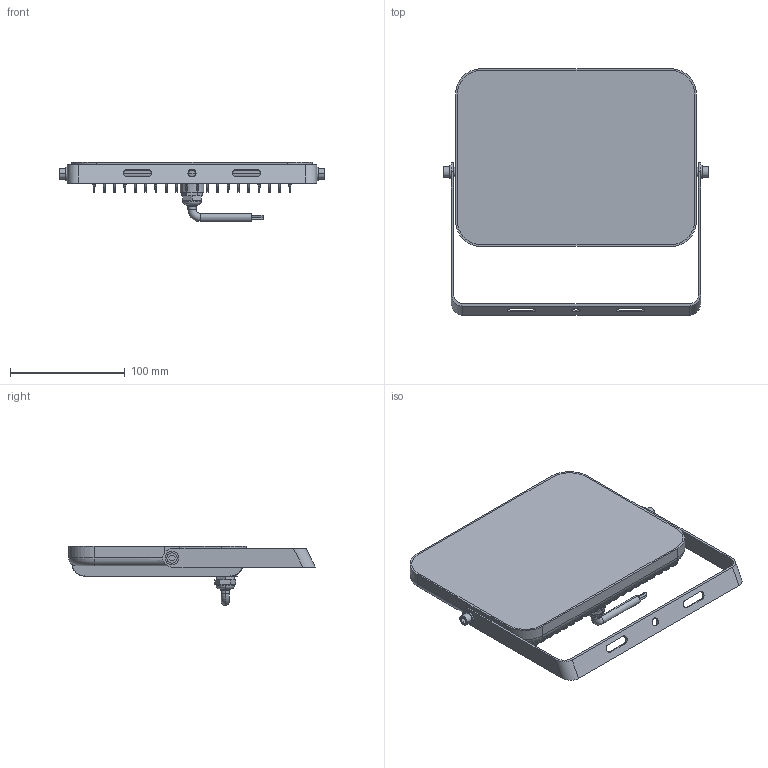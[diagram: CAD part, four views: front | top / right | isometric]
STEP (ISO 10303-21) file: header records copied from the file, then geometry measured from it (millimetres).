
FILE_DESCRIPTION (( 'STEP AP203' ), '1' );
FILE_NAME ('LPDO601-70-65-K02 Ïðîæåêòîð ÑÄÎ 06-70 ñâåòîäèîäíûé ÷åðíûé IP65 6500 K IEK.STEP', '2018-03-16T06:47:39', ( '' ), ( '' ), 'SwSTEP 2.0', 'SolidWorks 2014', '' );
FILE_SCHEMA (( 'CONFIG_CONTROL_DESIGN' ));
Length unit declared in the file: millimetre
Products named in the file (2): LPDO601-70-65-K02 Ïðîæåêòîð ÑÄÎ 06-70 ñâåòîäèîäíûé ÷åðíûé IP65 6500 K IEK
Bounding box: 232 x 215 x 51.5 mm (x, y, z)
Volume: 250763.8 mm3; surface area: 305257.9 mm2
Topology: 12 solids, 12 shells, 531 faces, 1328 edges, 832 vertices
Faces by surface type: plane 217, cylinder 200, bspline 96, torus 14, cone 4
Entity records: 18493 total; most frequent: CARTESIAN_POINT 6843, ORIENTED_EDGE 2656, DIRECTION 2140, EDGE_CURVE 1328, VERTEX_POINT 832, AXIS2_PLACEMENT_3D 757, LINE 626, VECTOR 626
